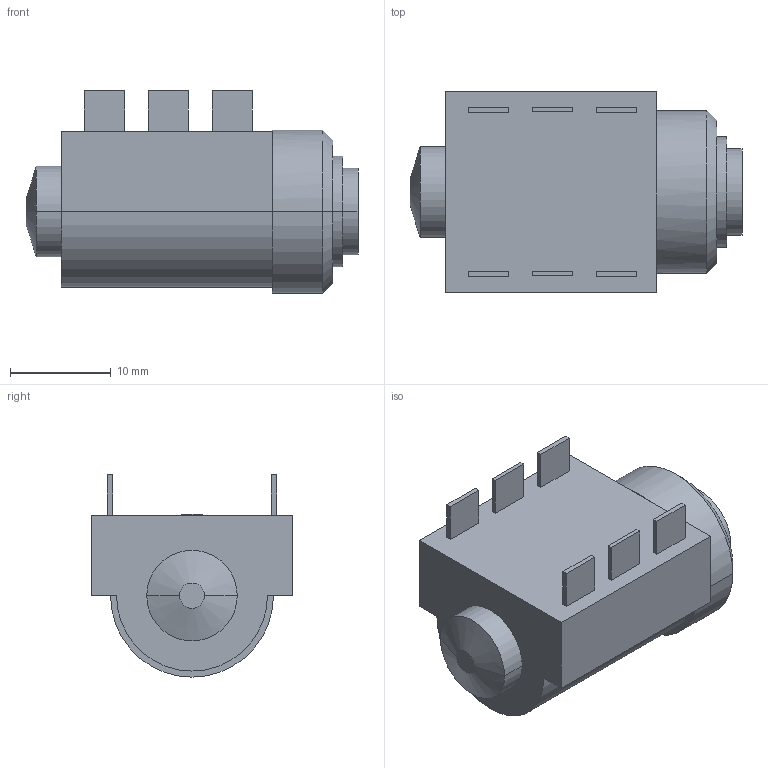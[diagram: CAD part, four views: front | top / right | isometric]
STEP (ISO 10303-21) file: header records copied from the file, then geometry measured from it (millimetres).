
FILE_DESCRIPTION((''),'2;1');
FILE_NAME('NYS212','2021-06-10T',('yuj'),(''),'PRO/ENGINEER BY PARAMETRIC TECHNOLOGY CORPORATION, 2013040','PRO/ENGINEER BY PARAMETRIC TECHNOLOGY CORPORATION, 2013040','');
FILE_SCHEMA(('CONFIG_CONTROL_DESIGN'));
Length unit declared in the file: millimetre
Products named in the file (1): NYS212
Bounding box: 33 x 20 x 20.1 mm (x, y, z)
Volume: 5804.3 mm3; surface area: 3145.8 mm2
Topology: 1 solids, 1 shells, 64 faces, 148 edges, 96 vertices
Faces by surface type: plane 45, cylinder 11, cone 6, torus 2
Entity records: 1846 total; most frequent: DIRECTION 316, CARTESIAN_POINT 308, ORIENTED_EDGE 296, EDGE_CURVE 148, VECTOR 108, LINE 108, AXIS2_PLACEMENT_3D 104, VERTEX_POINT 96
